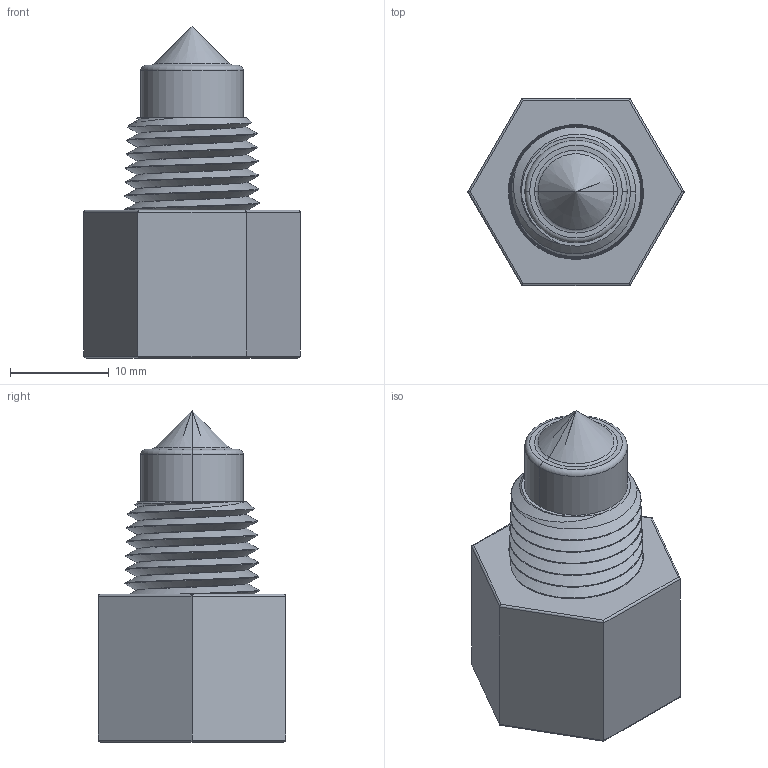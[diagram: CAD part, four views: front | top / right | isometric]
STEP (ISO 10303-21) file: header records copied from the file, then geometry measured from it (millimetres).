
FILE_DESCRIPTION (( 'STEP AP203' ), '1' );
FILE_NAME ('LLX7 OPTOMAX INDUSTRIAL - 0.25 NPT.STEP', '2017-11-27T14:28:14', ( '' ), ( '' ), 'SwSTEP 2.0', 'SolidWorks 2018', '' );
FILE_SCHEMA (( 'CONFIG_CONTROL_DESIGN' ));
Length unit declared in the file: millimetre
Products named in the file (1): LLX7 OPTOMAX INDUSTRIAL - 0.25 NPT
Bounding box: 21.94 x 19 x 33.7 mm (x, y, z)
Volume: 6312.6 mm3; surface area: 2457.4 mm2
Topology: 1 solids, 1 shells, 51 faces, 124 edges, 76 vertices
Faces by surface type: cone 19, cylinder 14, plane 10, torus 4, bspline 4
Entity records: 8149 total; most frequent: CARTESIAN_POINT 7005, ORIENTED_EDGE 244, DIRECTION 184, EDGE_CURVE 122, VERTEX_POINT 76, AXIS2_PLACEMENT_3D 67, EDGE_LOOP 54, FACE_OUTER_BOUND 51
